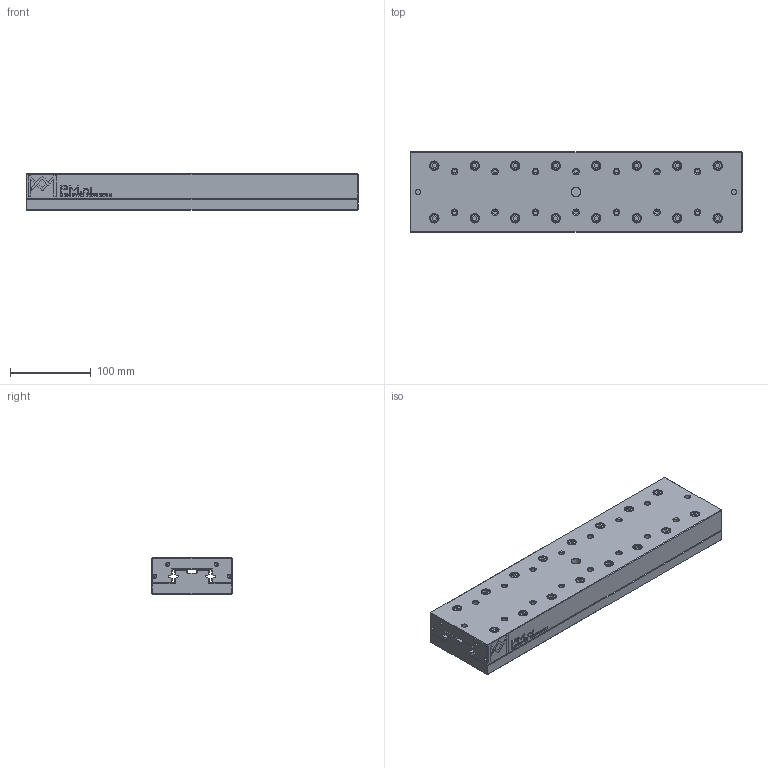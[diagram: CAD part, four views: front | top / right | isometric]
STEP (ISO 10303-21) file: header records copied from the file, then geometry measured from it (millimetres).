
FILE_DESCRIPTION(/* description */ (''),/* implementation_level */ '2;1');
FILE_NAME(/* name */ 'RT-6400_stp.stp',/* time_stamp */ '2024-10-04T12:24:51+02:00',/* author */ (''),/* organization */ (''),/* preprocessor_version */ 'ST-DEVELOPER v16.7',/* originating_system */ 'SIEMENS PLM Software NX 12.0',/* authorisation */ '');
FILE_SCHEMA (('AUTOMOTIVE_DESIGN { 1 0 10303 214 3 1 1 1 }'));
Length unit declared in the file: millimetre
Products named in the file (1): RT-6400_stp
Bounding box: 410 x 99.5 x 45 mm (x, y, z)
Volume: 1719385.8 mm3; surface area: 268201.3 mm2
Topology: 2 solids, 2 shells, 1344 faces, 3277 edges, 2111 vertices
Faces by surface type: plane 908, bspline 180, cone 135, cylinder 121
Full cylindrical faces by diameter (mm): 4 x8, 6 x24, 6.8 x10, 10 x32, 11 x41
Entity records: 42401 total; most frequent: CARTESIAN_POINT 8899, ORIENTED_EDGE 5982, DIRECTION 5344, EDGE_CURVE 2991, LINE 2248, VECTOR 2248, VERTEX_POINT 2079, EDGE_LOOP 1814
